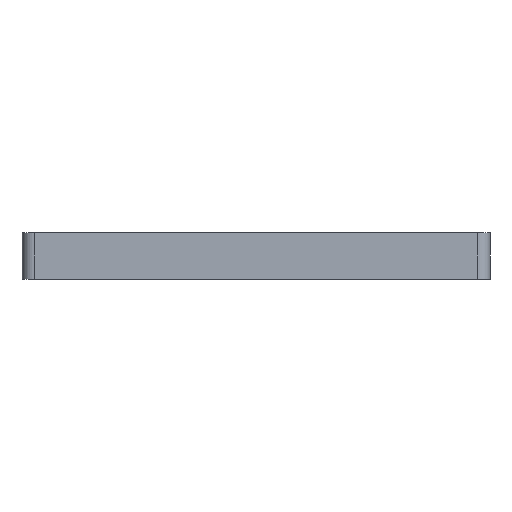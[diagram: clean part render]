
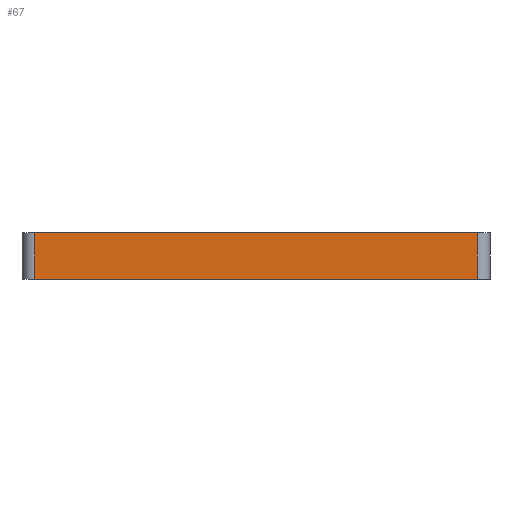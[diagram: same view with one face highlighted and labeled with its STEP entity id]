
A CAD part, left-side view. The second image highlights one B-rep face of the part: STEP entity #67.
In plain terms, the highlighted planar face has unit normal (-1, 0, 0).
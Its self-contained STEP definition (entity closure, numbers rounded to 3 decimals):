
#10 = LINE ( 'NONE', #1067, #293 ) ;
#63 = CARTESIAN_POINT ( 'NONE',  ( -43., -33.2, 6.6 ) ) ;
#67 = ADVANCED_FACE ( 'NONE', ( #339 ), #796, .F. ) ;
#143 = EDGE_LOOP ( 'NONE', ( #696, #813, #901, #821 ) ) ;
#185 = EDGE_CURVE ( 'NONE', #1096, #697, #752, .T. ) ;
#192 = CARTESIAN_POINT ( 'NONE',  ( -43., 31.4, 0. ) ) ;
#293 = VECTOR ( 'NONE', #974, 1000. ) ;
#309 = VECTOR ( 'NONE', #499, 1000. ) ;
#339 = FACE_OUTER_BOUND ( 'NONE', #143, .T. ) ;
#357 = VECTOR ( 'NONE', #839, 1000. ) ;
#491 = VECTOR ( 'NONE', #531, 1000. ) ;
#494 = LINE ( 'NONE', #1139, #309 ) ;
#499 = DIRECTION ( 'NONE',  ( 0., 0., -1. ) ) ;
#531 = DIRECTION ( 'NONE',  ( 0., 0., 1. ) ) ;
#556 = CARTESIAN_POINT ( 'NONE',  ( -43., -31.4, 0. ) ) ;
#560 = CARTESIAN_POINT ( 'NONE',  ( -43., -31.4, 6.6 ) ) ;
#581 = VERTEX_POINT ( 'NONE', #1070 ) ;
#659 = LINE ( 'NONE', #845, #357 ) ;
#686 = DIRECTION ( 'NONE',  ( 1., 0., 0. ) ) ;
#696 = ORIENTED_EDGE ( 'NONE', *, *, #1355, .T. ) ;
#697 = VERTEX_POINT ( 'NONE', #560 ) ;
#752 = LINE ( 'NONE', #966, #491 ) ;
#789 = DIRECTION ( 'NONE',  ( 0., 1., 0. ) ) ;
#796 = PLANE ( 'NONE',  #1306 ) ;
#813 = ORIENTED_EDGE ( 'NONE', *, *, #185, .T. ) ;
#821 = ORIENTED_EDGE ( 'NONE', *, *, #873, .T. ) ;
#833 = VERTEX_POINT ( 'NONE', #192 ) ;
#839 = DIRECTION ( 'NONE',  ( 0., -1., 0. ) ) ;
#845 = CARTESIAN_POINT ( 'NONE',  ( -43., -33.2, 0. ) ) ;
#873 = EDGE_CURVE ( 'NONE', #581, #833, #494, .T. ) ;
#901 = ORIENTED_EDGE ( 'NONE', *, *, #1340, .F. ) ;
#966 = CARTESIAN_POINT ( 'NONE',  ( -43., -31.4, 6.6 ) ) ;
#974 = DIRECTION ( 'NONE',  ( 0., -1., 0. ) ) ;
#1067 = CARTESIAN_POINT ( 'NONE',  ( -43., -33.2, 6.6 ) ) ;
#1070 = CARTESIAN_POINT ( 'NONE',  ( -43., 31.4, 6.6 ) ) ;
#1096 = VERTEX_POINT ( 'NONE', #556 ) ;
#1139 = CARTESIAN_POINT ( 'NONE',  ( -43., 31.4, 6.6 ) ) ;
#1306 = AXIS2_PLACEMENT_3D ( 'NONE', #63, #686, #789 ) ;
#1340 = EDGE_CURVE ( 'NONE', #581, #697, #10, .T. ) ;
#1355 = EDGE_CURVE ( 'NONE', #833, #1096, #659, .T. ) ;
